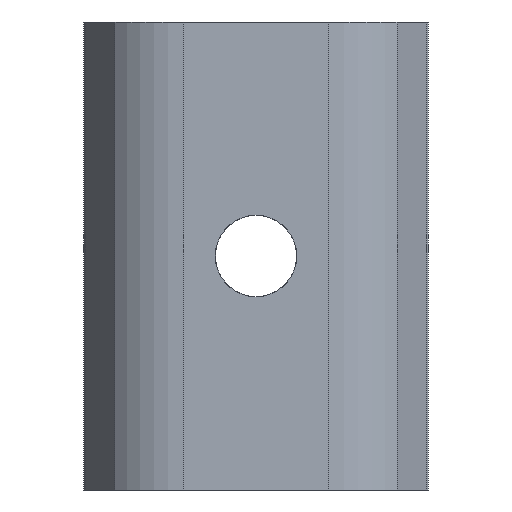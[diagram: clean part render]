
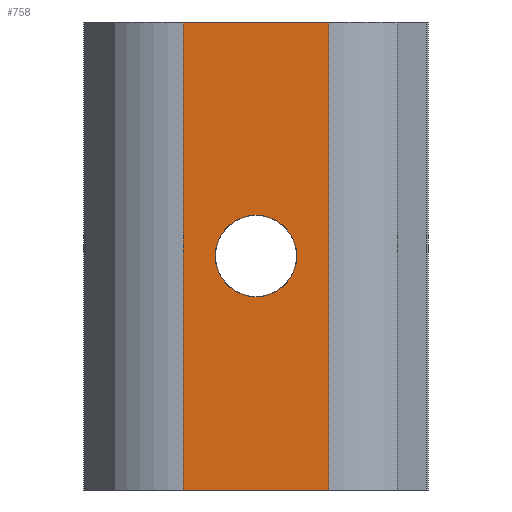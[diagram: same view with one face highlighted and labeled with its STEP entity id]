
A CAD part, front view. The second image highlights one B-rep face of the part: STEP entity #758.
In plain terms, the highlighted planar face has unit normal (0, -1, 0).
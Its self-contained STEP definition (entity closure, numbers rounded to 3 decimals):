
#5 = EDGE_LOOP ( 'NONE', ( #96, #282 ) ) ;
#61 = VERTEX_POINT ( 'NONE', #381 ) ;
#64 = AXIS2_PLACEMENT_3D ( 'NONE', #455, #993, #527 ) ;
#68 = CARTESIAN_POINT ( 'NONE',  ( -2.95, -5.2, 9.5 ) ) ;
#96 = ORIENTED_EDGE ( 'NONE', *, *, #570, .T. ) ;
#160 = FACE_OUTER_BOUND ( 'NONE', #540, .T. ) ;
#164 = VECTOR ( 'NONE', #559, 1000. ) ;
#177 = AXIS2_PLACEMENT_3D ( 'NONE', #820, #365, #898 ) ;
#217 = VERTEX_POINT ( 'NONE', #703 ) ;
#282 = ORIENTED_EDGE ( 'NONE', *, *, #1025, .T. ) ;
#322 = CARTESIAN_POINT ( 'NONE',  ( 0., -5.2, 1.65 ) ) ;
#329 = DIRECTION ( 'NONE',  ( 0., 1., 0. ) ) ;
#343 = EDGE_CURVE ( 'NONE', #644, #844, #740, .T. ) ;
#363 = ORIENTED_EDGE ( 'NONE', *, *, #839, .F. ) ;
#365 = DIRECTION ( 'NONE',  ( 0., 1., 0. ) ) ;
#381 = CARTESIAN_POINT ( 'NONE',  ( 0., -5.2, -1.65 ) ) ;
#386 = CARTESIAN_POINT ( 'NONE',  ( 2.95, -5.2, -9.5 ) ) ;
#410 = CARTESIAN_POINT ( 'NONE',  ( -2.95, -5.2, -9.5 ) ) ;
#440 = LINE ( 'NONE', #68, #164 ) ;
#454 = DIRECTION ( 'NONE',  ( 0., 0., -1. ) ) ;
#455 = CARTESIAN_POINT ( 'NONE',  ( -2.95, -5.2, 9.5 ) ) ;
#512 = ORIENTED_EDGE ( 'NONE', *, *, #343, .T. ) ;
#517 = CARTESIAN_POINT ( 'NONE',  ( -2.95, -5.2, -9.5 ) ) ;
#527 = DIRECTION ( 'NONE',  ( -1., 0., 0. ) ) ;
#537 = DIRECTION ( 'NONE',  ( 0., 0., -1. ) ) ;
#539 = VECTOR ( 'NONE', #782, 1000. ) ;
#540 = EDGE_LOOP ( 'NONE', ( #512, #363, #988, #786 ) ) ;
#559 = DIRECTION ( 'NONE',  ( 1., 0., 0. ) ) ;
#562 = VERTEX_POINT ( 'NONE', #670 ) ;
#570 = EDGE_CURVE ( 'NONE', #1002, #61, #751, .T. ) ;
#583 = EDGE_CURVE ( 'NONE', #217, #644, #828, .T. ) ;
#636 = VECTOR ( 'NONE', #454, 1000. ) ;
#644 = VERTEX_POINT ( 'NONE', #517 ) ;
#670 = CARTESIAN_POINT ( 'NONE',  ( 2.95, -5.2, 9.5 ) ) ;
#703 = CARTESIAN_POINT ( 'NONE',  ( -2.95, -5.2, 9.5 ) ) ;
#725 = VECTOR ( 'NONE', #537, 1000. ) ;
#740 = LINE ( 'NONE', #410, #539 ) ;
#751 = CIRCLE ( 'NONE', #177, 1.65 ) ;
#753 = PLANE ( 'NONE',  #64 ) ;
#758 = ADVANCED_FACE ( 'NONE', ( #978, #160 ), #753, .F. ) ;
#771 = CIRCLE ( 'NONE', #1036, 1.65 ) ;
#782 = DIRECTION ( 'NONE',  ( 1., 0., 0. ) ) ;
#786 = ORIENTED_EDGE ( 'NONE', *, *, #583, .T. ) ;
#793 = CARTESIAN_POINT ( 'NONE',  ( 0., -5.2, 0. ) ) ;
#820 = CARTESIAN_POINT ( 'NONE',  ( 0., -5.2, 0. ) ) ;
#828 = LINE ( 'NONE', #900, #636 ) ;
#839 = EDGE_CURVE ( 'NONE', #562, #844, #897, .T. ) ;
#844 = VERTEX_POINT ( 'NONE', #386 ) ;
#865 = DIRECTION ( 'NONE',  ( -1., 0., 0. ) ) ;
#897 = LINE ( 'NONE', #1008, #725 ) ;
#898 = DIRECTION ( 'NONE',  ( -1., 0., 0. ) ) ;
#900 = CARTESIAN_POINT ( 'NONE',  ( -2.95, -5.2, 9.5 ) ) ;
#978 = FACE_BOUND ( 'NONE', #5, .T. ) ;
#988 = ORIENTED_EDGE ( 'NONE', *, *, #1016, .F. ) ;
#993 = DIRECTION ( 'NONE',  ( 0., 1., 0. ) ) ;
#1002 = VERTEX_POINT ( 'NONE', #322 ) ;
#1008 = CARTESIAN_POINT ( 'NONE',  ( 2.95, -5.2, 9.5 ) ) ;
#1016 = EDGE_CURVE ( 'NONE', #217, #562, #440, .T. ) ;
#1025 = EDGE_CURVE ( 'NONE', #61, #1002, #771, .T. ) ;
#1036 = AXIS2_PLACEMENT_3D ( 'NONE', #793, #329, #865 ) ;
